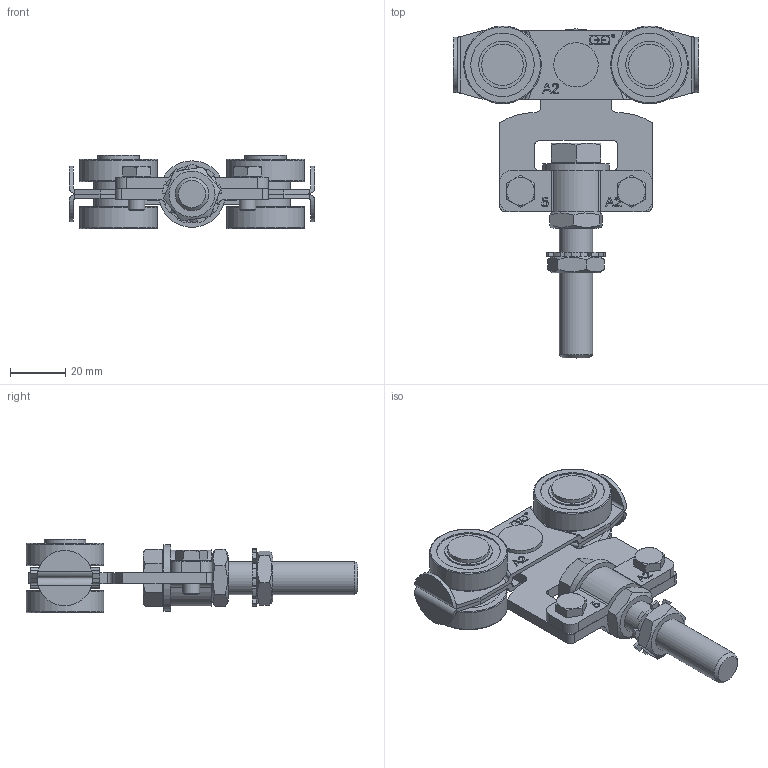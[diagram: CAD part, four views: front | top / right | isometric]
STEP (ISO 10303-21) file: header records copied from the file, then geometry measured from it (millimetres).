
FILE_DESCRIPTION(/* description */ ('Chariot'),/* implementation_level */ '2;1');
FILE_NAME(/* name */ '9235XSA2.stp',/* time_stamp */ '2019-08-05T15:07:36+02:00',/* author */ ('Florian'),/* organization */ (''),/* preprocessor_version */ 'ST-DEVELOPER v17.2',/* originating_system */ 'Autodesk Inventor 2019',/* authorisation */ '');
FILE_SCHEMA (('AUTOMOTIVE_DESIGN { 1 0 10303 214 3 1 1 }'));
Length unit declared in the file: millimetre
Products named in the file (15): 9235XSA2; 318424; 16562; 09136; 16350; 16351C; 14991S-A; 04018; 19102; 16939; 16939_1; 04017; 09049; 09121; 06043
Assembly tree (23 placements, depth 3):
  9235XSA2
    318424
      16562  x2
    09136  x4
    16350
    16351C
    14991S-A
    04018  x2
    19102  x4
    16939
    16939_1
    04017
    09049
    09121
    06043  x2
Bounding box: 88.6 x 119.7 x 26.5 mm (x, y, z)
Volume: 53562.2 mm3; surface area: 46412 mm2
Topology: 22 solids, 26 shells, 824 faces, 2367 edges, 1605 vertices
Faces by surface type: plane 410, cylinder 217, torus 72, bspline 62, sphere 32, cone 31
Full cylindrical faces by diameter (mm): 1.151 x2, 1.25 x2, 1.381 x1, 1.499 x1, 4.917 x2, 6 x2, 6.1 x2, 8.88 x2, 9.9 x2, 10.106 x2, 11.9 x2, 12 x5, 12.5 x5, 13.3 x1, 14 x1, 14.2 x3, 15 x2, 16 x1, 16.63 x1, 17.12 x16, 18 x4, 22.88 x16, 24 x1, 28 x4
Entity records: 17919 total; most frequent: CARTESIAN_POINT 4394, ORIENTED_EDGE 2770, DIRECTION 2584, EDGE_CURVE 1385, VERTEX_POINT 944, AXIS2_PLACEMENT_3D 901, LINE 782, VECTOR 782
